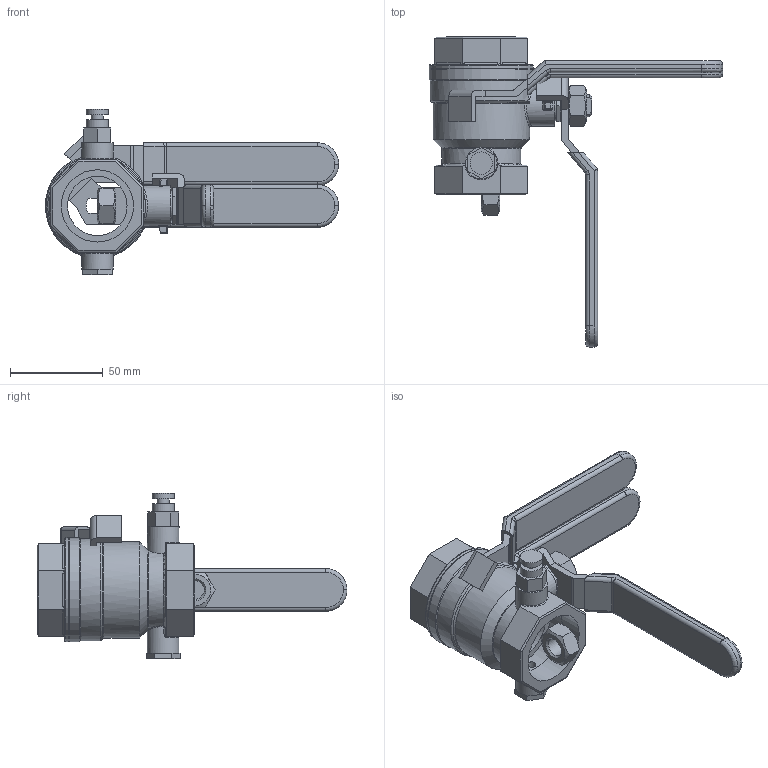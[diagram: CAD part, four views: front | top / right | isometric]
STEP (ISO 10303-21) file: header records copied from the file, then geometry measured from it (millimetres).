
FILE_DESCRIPTION( ( 'Unknown' ), '1' );
FILE_NAME( '704-07.stp', 'Unknown', ( 'Unknown' ), ( 'Unknown' ), 'PSStep 13.0', 'Unknown', ' ' );
FILE_SCHEMA( ( 'AUTOMOTIVE_DESIGN { 1 0 10303 214 1 1 1 1 }' ) );
Length unit declared in the file: millimetre
Products named in the file (6): Assem1; Stahlgriff 1 1_4 - 1 1_2; Stahl-Griff-u; Stahl-Griff; 704-07; WUERTH 032212 hexagonal nut DIN 934  M12 A2 BLK_EDST
Bounding box: 158 x 167 x 89 mm (x, y, z)
Volume: 279562.2 mm3; surface area: 120975.6 mm2
Topology: 10 solids, 10 shells, 790 faces, 1963 edges, 1210 vertices
Faces by surface type: plane 443, cylinder 170, bspline 102, cone 33, torus 22, sphere 14, revolution 6
Full cylindrical faces by diameter (mm): 5 x4, 6.5 x2, 10.106 x2, 12 x6, 16 x2, 17 x4, 22 x2, 32 x2, 38.952 x6, 52 x2, 55 x2, 55.5 x2, 56 x4
Entity records: 16767 total; most frequent: CARTESIAN_POINT 6494, ORIENTED_EDGE 1562, DIRECTION 1455, EDGE_CURVE 781, AXIS2_PLACEMENT_3D 508, VERTEX_POINT 494, LINE 437, VECTOR 437
